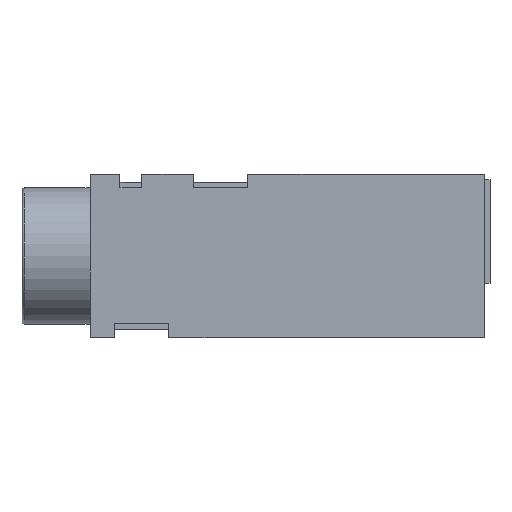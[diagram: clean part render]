
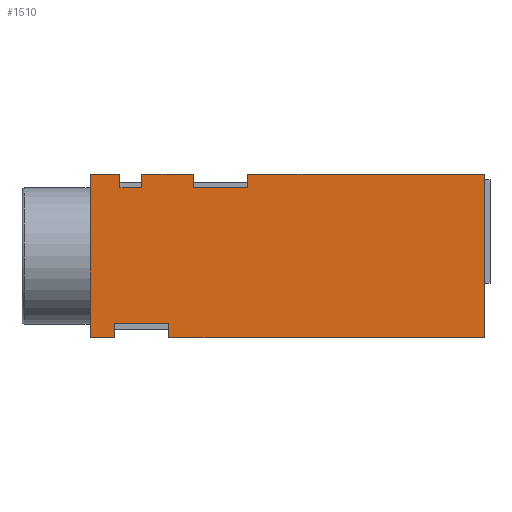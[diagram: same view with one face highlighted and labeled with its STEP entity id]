
A CAD part, top view. The second image highlights one B-rep face of the part: STEP entity #1510.
In plain terms, the highlighted planar face has unit normal (0, 0, 1).
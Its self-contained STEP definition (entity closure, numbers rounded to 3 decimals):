
#110=FACE_OUTER_BOUND('',#193,.T.);
#193=EDGE_LOOP('',(#1168,#1169,#1170,#1171,#1172,#1173,#1174,#1175,#1176,
#1177,#1178,#1179,#1180,#1181,#1182,#1183,#1184));
#297=LINE('',#2234,#488);
#302=LINE('',#2243,#493);
#306=LINE('',#2252,#497);
#311=LINE('',#2262,#502);
#316=LINE('',#2271,#507);
#321=LINE('',#2281,#512);
#322=LINE('',#2284,#513);
#327=LINE('',#2293,#518);
#340=LINE('',#2315,#531);
#341=LINE('',#2319,#532);
#344=LINE('',#2325,#535);
#346=LINE('',#2328,#537);
#347=LINE('',#2330,#538);
#348=LINE('',#2331,#539);
#349=LINE('',#2333,#540);
#350=LINE('',#2335,#541);
#351=LINE('',#2336,#542);
#488=VECTOR('',#1799,10.);
#493=VECTOR('',#1806,10.);
#497=VECTOR('',#1812,10.);
#502=VECTOR('',#1821,10.);
#507=VECTOR('',#1828,10.);
#512=VECTOR('',#1837,10.);
#513=VECTOR('',#1840,10.);
#518=VECTOR('',#1847,10.);
#531=VECTOR('',#1864,10.);
#532=VECTOR('',#1869,10.);
#535=VECTOR('',#1874,10.);
#537=VECTOR('',#1878,10.);
#538=VECTOR('',#1881,10.);
#539=VECTOR('',#1882,10.);
#540=VECTOR('',#1883,10.);
#541=VECTOR('',#1884,10.);
#542=VECTOR('',#1885,10.);
#669=VERTEX_POINT('',#2231);
#670=VERTEX_POINT('',#2233);
#673=VERTEX_POINT('',#2241);
#676=VERTEX_POINT('',#2249);
#677=VERTEX_POINT('',#2251);
#679=VERTEX_POINT('',#2259);
#680=VERTEX_POINT('',#2261);
#683=VERTEX_POINT('',#2269);
#686=VERTEX_POINT('',#2279);
#687=VERTEX_POINT('',#2283);
#690=VERTEX_POINT('',#2291);
#697=VERTEX_POINT('',#2313);
#698=VERTEX_POINT('',#2318);
#699=VERTEX_POINT('',#2322);
#700=VERTEX_POINT('',#2324);
#701=VERTEX_POINT('',#2332);
#702=VERTEX_POINT('',#2334);
#826=EDGE_CURVE('',#670,#669,#297,.T.);
#831=EDGE_CURVE('',#669,#673,#302,.T.);
#835=EDGE_CURVE('',#677,#676,#306,.T.);
#840=EDGE_CURVE('',#680,#679,#311,.T.);
#845=EDGE_CURVE('',#679,#683,#316,.T.);
#850=EDGE_CURVE('',#683,#686,#321,.T.);
#851=EDGE_CURVE('',#687,#680,#322,.T.);
#856=EDGE_CURVE('',#686,#690,#327,.T.);
#869=EDGE_CURVE('',#673,#697,#340,.T.);
#870=EDGE_CURVE('',#698,#670,#341,.T.);
#873=EDGE_CURVE('',#700,#699,#344,.T.);
#875=EDGE_CURVE('',#699,#677,#346,.T.);
#876=EDGE_CURVE('',#690,#698,#347,.T.);
#877=EDGE_CURVE('',#697,#700,#348,.T.);
#878=EDGE_CURVE('',#676,#701,#349,.T.);
#879=EDGE_CURVE('',#701,#702,#350,.T.);
#880=EDGE_CURVE('',#702,#687,#351,.T.);
#1168=ORIENTED_EDGE('',*,*,#850,.T.);
#1169=ORIENTED_EDGE('',*,*,#856,.T.);
#1170=ORIENTED_EDGE('',*,*,#876,.T.);
#1171=ORIENTED_EDGE('',*,*,#870,.T.);
#1172=ORIENTED_EDGE('',*,*,#826,.T.);
#1173=ORIENTED_EDGE('',*,*,#831,.T.);
#1174=ORIENTED_EDGE('',*,*,#869,.T.);
#1175=ORIENTED_EDGE('',*,*,#877,.T.);
#1176=ORIENTED_EDGE('',*,*,#873,.T.);
#1177=ORIENTED_EDGE('',*,*,#875,.T.);
#1178=ORIENTED_EDGE('',*,*,#835,.T.);
#1179=ORIENTED_EDGE('',*,*,#878,.T.);
#1180=ORIENTED_EDGE('',*,*,#879,.T.);
#1181=ORIENTED_EDGE('',*,*,#880,.T.);
#1182=ORIENTED_EDGE('',*,*,#851,.T.);
#1183=ORIENTED_EDGE('',*,*,#840,.T.);
#1184=ORIENTED_EDGE('',*,*,#845,.T.);
#1438=PLANE('',#1627);
#1510=ADVANCED_FACE('',(#110),#1438,.T.);
#1627=AXIS2_PLACEMENT_3D('',#2329,#1879,#1880);
#1799=DIRECTION('',(0.,-1.,0.));
#1806=DIRECTION('',(-1.,0.,0.));
#1812=DIRECTION('',(0.,1.,0.));
#1821=DIRECTION('',(0.,1.,0.));
#1828=DIRECTION('',(1.,0.,0.));
#1837=DIRECTION('',(0.,-1.,0.));
#1840=DIRECTION('',(1.,0.,0.));
#1847=DIRECTION('',(1.,0.,0.));
#1864=DIRECTION('',(0.,1.,0.));
#1869=DIRECTION('',(-1.,0.,0.));
#1874=DIRECTION('',(0.,-1.,0.));
#1878=DIRECTION('',(-1.,0.,0.));
#1879=DIRECTION('center_axis',(0.,0.,1.));
#1880=DIRECTION('ref_axis',(1.,0.,0.));
#1881=DIRECTION('',(0.,1.,0.));
#1882=DIRECTION('',(-1.,0.,0.));
#1883=DIRECTION('',(-1.,0.,0.));
#1884=DIRECTION('',(0.,-1.,0.));
#1885=DIRECTION('',(0.,-1.,0.));
#2231=CARTESIAN_POINT('',(5.8,5.5,5.));
#2233=CARTESIAN_POINT('',(5.8,6.,5.));
#2234=CARTESIAN_POINT('',(5.8,4.5,5.));
#2241=CARTESIAN_POINT('',(3.8,5.5,5.));
#2243=CARTESIAN_POINT('',(6.025,5.5,5.));
#2249=CARTESIAN_POINT('',(1.1,6.,5.));
#2251=CARTESIAN_POINT('',(1.1,5.5,5.));
#2252=CARTESIAN_POINT('',(1.1,4.5,5.));
#2259=CARTESIAN_POINT('',(0.9,0.5,5.));
#2261=CARTESIAN_POINT('',(0.9,0.,5.));
#2262=CARTESIAN_POINT('',(0.9,1.5,5.));
#2269=CARTESIAN_POINT('',(2.9,0.5,5.));
#2271=CARTESIAN_POINT('',(4.575,0.5,5.));
#2279=CARTESIAN_POINT('',(2.9,0.,5.));
#2281=CARTESIAN_POINT('',(2.9,1.5,5.));
#2283=CARTESIAN_POINT('',(0.,0.,5.));
#2284=CARTESIAN_POINT('',(0.,0.,5.));
#2291=CARTESIAN_POINT('',(14.5,0.,5.));
#2293=CARTESIAN_POINT('',(0.,0.,5.));
#2313=CARTESIAN_POINT('',(3.8,6.,5.));
#2315=CARTESIAN_POINT('',(3.8,4.5,5.));
#2318=CARTESIAN_POINT('',(14.5,6.,5.));
#2319=CARTESIAN_POINT('',(14.5,6.,5.));
#2322=CARTESIAN_POINT('',(1.9,5.5,5.));
#2324=CARTESIAN_POINT('',(1.9,6.,5.));
#2325=CARTESIAN_POINT('',(1.9,4.5,5.));
#2328=CARTESIAN_POINT('',(4.375,5.5,5.));
#2329=CARTESIAN_POINT('Origin',(7.25,3.,5.));
#2330=CARTESIAN_POINT('',(14.5,0.,5.));
#2331=CARTESIAN_POINT('',(14.5,6.,5.));
#2332=CARTESIAN_POINT('',(0.,6.,5.));
#2333=CARTESIAN_POINT('',(14.5,6.,5.));
#2334=CARTESIAN_POINT('',(0.,3.,5.));
#2335=CARTESIAN_POINT('',(0.,6.,5.));
#2336=CARTESIAN_POINT('',(0.,6.,5.));
